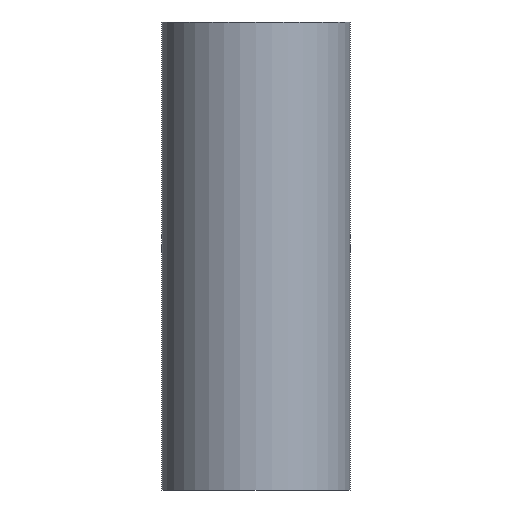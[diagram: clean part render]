
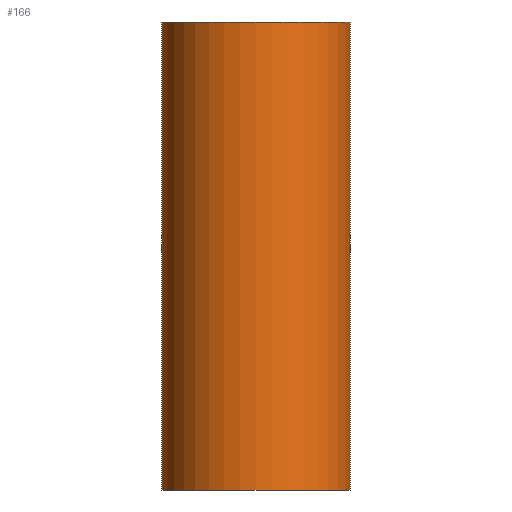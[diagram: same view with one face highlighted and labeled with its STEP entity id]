
A CAD part, front view. The second image highlights one B-rep face of the part: STEP entity #166.
In plain terms, the highlighted cylindrical face has radius 57.5 mm (diameter 115 mm), a partial arc.
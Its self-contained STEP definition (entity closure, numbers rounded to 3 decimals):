
#10 = DIRECTION ( 'NONE',  ( 0., 0., 1. ) ) ;
#23 = VERTEX_POINT ( 'NONE', #163 ) ;
#26 = CARTESIAN_POINT ( 'NONE',  ( 2904.868, 1274.841, -285. ) ) ;
#27 = CARTESIAN_POINT ( 'NONE',  ( 2904.868, 1274.841, -447.635 ) ) ;
#29 = CARTESIAN_POINT ( 'NONE',  ( 2904.868, 1274.841, 0. ) ) ;
#31 = EDGE_CURVE ( 'NONE', #75, #23, #318, .T. ) ;
#49 = VERTEX_POINT ( 'NONE', #84 ) ;
#54 = VECTOR ( 'NONE', #10, 1000. ) ;
#71 = ORIENTED_EDGE ( 'NONE', *, *, #230, .F. ) ;
#75 = VERTEX_POINT ( 'NONE', #26 ) ;
#80 = AXIS2_PLACEMENT_3D ( 'NONE', #263, #123, #314 ) ;
#82 = VERTEX_POINT ( 'NONE', #29 ) ;
#84 = CARTESIAN_POINT ( 'NONE',  ( 2789.868, 1274.841, 0. ) ) ;
#96 = DIRECTION ( 'NONE',  ( 0., 0., 1. ) ) ;
#115 = AXIS2_PLACEMENT_3D ( 'NONE', #255, #96, #198 ) ;
#123 = DIRECTION ( 'NONE',  ( 0., 0., 1. ) ) ;
#141 = EDGE_CURVE ( 'NONE', #75, #82, #273, .T. ) ;
#142 = CARTESIAN_POINT ( 'NONE',  ( 2789.868, 1274.841, -447.635 ) ) ;
#163 = CARTESIAN_POINT ( 'NONE',  ( 2789.868, 1274.841, -285. ) ) ;
#166 = ADVANCED_FACE ( 'NONE', ( #331 ), #329, .T. ) ;
#182 = ORIENTED_EDGE ( 'NONE', *, *, #344, .F. ) ;
#193 = DIRECTION ( 'NONE',  ( 0., 0., -1. ) ) ;
#198 = DIRECTION ( 'NONE',  ( 1., 0., 0. ) ) ;
#210 = AXIS2_PLACEMENT_3D ( 'NONE', #245, #193, #222 ) ;
#211 = EDGE_LOOP ( 'NONE', ( #71, #342, #246, #182 ) ) ;
#222 = DIRECTION ( 'NONE',  ( 1., 0., 0. ) ) ;
#227 = CIRCLE ( 'NONE', #80, 57.5 ) ;
#230 = EDGE_CURVE ( 'NONE', #23, #49, #254, .T. ) ;
#245 = CARTESIAN_POINT ( 'NONE',  ( 2847.368, 1274.841, -285. ) ) ;
#246 = ORIENTED_EDGE ( 'NONE', *, *, #141, .T. ) ;
#247 = DIRECTION ( 'NONE',  ( 0., 0., 1. ) ) ;
#254 = LINE ( 'NONE', #142, #54 ) ;
#255 = CARTESIAN_POINT ( 'NONE',  ( 2847.368, 1274.841, -447.635 ) ) ;
#263 = CARTESIAN_POINT ( 'NONE',  ( 2847.368, 1274.841, 0. ) ) ;
#273 = LINE ( 'NONE', #27, #324 ) ;
#314 = DIRECTION ( 'NONE',  ( 1., 0., 0. ) ) ;
#318 = CIRCLE ( 'NONE', #210, 57.5 ) ;
#324 = VECTOR ( 'NONE', #247, 1000. ) ;
#329 = CYLINDRICAL_SURFACE ( 'NONE', #115, 57.5 ) ;
#331 = FACE_OUTER_BOUND ( 'NONE', #211, .T. ) ;
#342 = ORIENTED_EDGE ( 'NONE', *, *, #31, .F. ) ;
#344 = EDGE_CURVE ( 'NONE', #49, #82, #227, .T. ) ;
